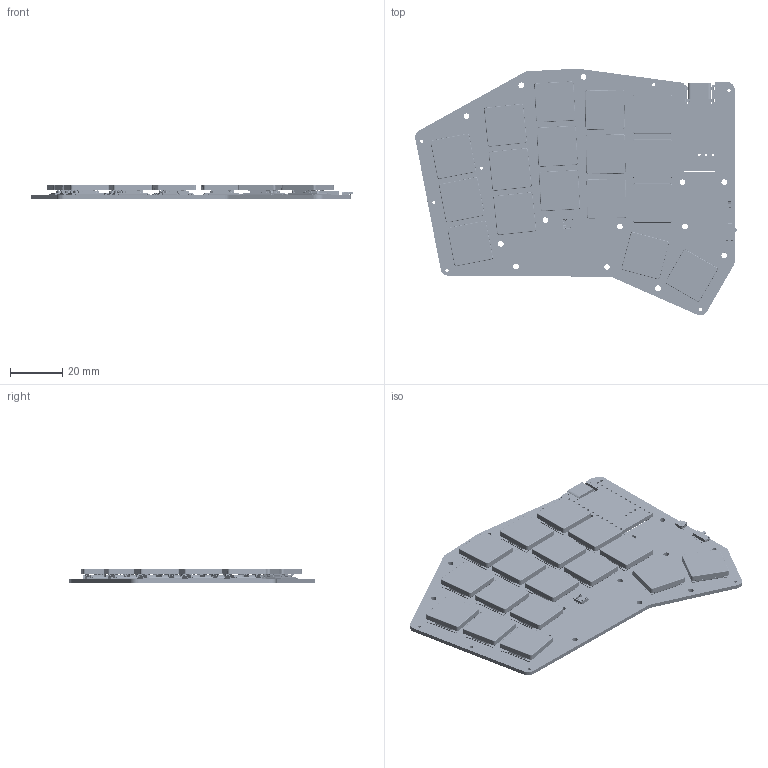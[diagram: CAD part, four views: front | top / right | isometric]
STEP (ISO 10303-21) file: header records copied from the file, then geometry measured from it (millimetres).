
FILE_DESCRIPTION(('KiCad electronic assembly'),'2;1');
FILE_NAME('slimsplaydy_left_unrouted.step','2025-05-27T11:02:41',( 'Pcbnew'),('Kicad'),'Open CASCADE STEP processor 7.8', 'KiCad to STEP converter','Unknown');
FILE_SCHEMA(('AUTOMOTIVE_DESIGN { 1 0 10303 214 1 1 1 1 }'));
Length unit declared in the file: millimetre
Products named in the file (17): slimsplaydy_left_unrouted 1; PG1316S; 1316S-»ù×ù¿¨¼þ; PG1316S-»ù×ù; Ƚ¶¯¸; ƽº⽜; -»; PG1316S-¶¯½Ó´¥Æ¬-´ø´¥µã; PG1316S-¾²Æ¬-´ø´¥µã; ƽº⽜-B; ¼üÃ±; Nice_Nano_V2; slimsplaydy_left_unrouted 1.18.1; Switch_Power; Switch_Reset; Molex_Ezmate_Pico_Socket_2pin; slimsplaydy_left_unrouted_PCB
Assembly tree (32 placements, depth 3):
  slimsplaydy_left_unrouted 1
    PG1316S  x17
      1316S-»ù×ù¿¨¼þ
      PG1316S-»ù×ù
      Ƚ¶¯¸
      ƽº⽜
      -»
      PG1316S-¶¯½Ó´¥Æ¬-´ø´¥µã
      PG1316S-¾²Æ¬-´ø´¥µã
      ƽº⽜-B
      ¼üÃ±
    Nice_Nano_V2
      slimsplaydy_left_unrouted 1.18.1
    Switch_Power
    Switch_Reset
    Molex_Ezmate_Pico_Socket_2pin
    slimsplaydy_left_unrouted_PCB
Bounding box: 123.1 x 94.41 x 5.61 mm (x, y, z)
Volume: 19616 mm3; surface area: 46000.8 mm2
Topology: 203 solids, 237 shells, 14507 faces, 40792 edges, 26805 vertices
Faces by surface type: plane 9507, cylinder 4668, cone 208, torus 84, bspline 36, sphere 4
Full cylindrical faces by diameter (mm): 0.3 x2, 0.4 x102, 0.5 x2, 0.9 x29, 1 x17, 1.2 x24, 2.2 x13
Entity records: 76135 total; most frequent: CARTESIAN_POINT 14425, ORIENTED_EDGE 12792, DIRECTION 12306, EDGE_CURVE 6396, LINE 4966, VECTOR 4966, VERTEX_POINT 4181, AXIS2_PLACEMENT_3D 3670
